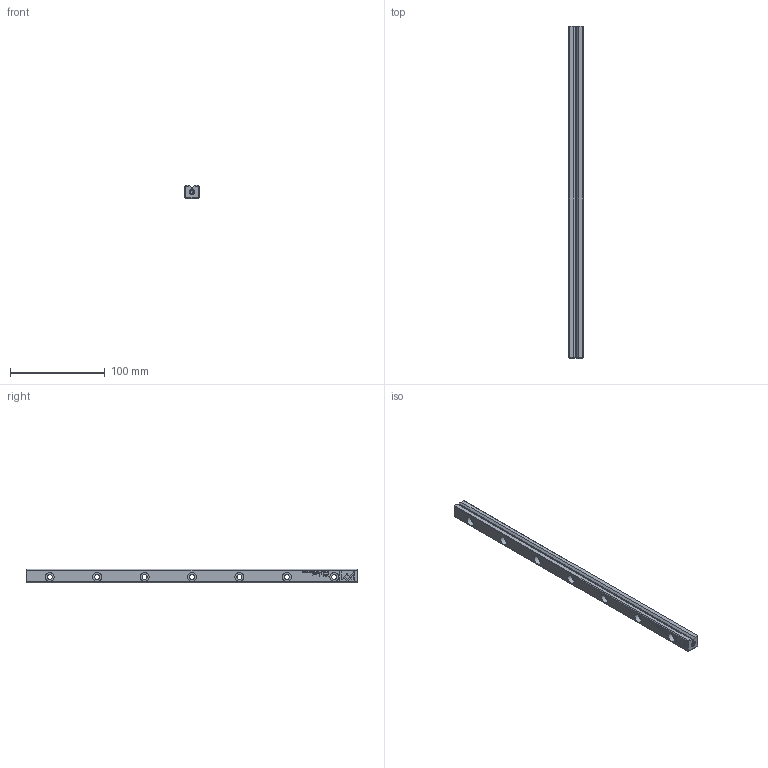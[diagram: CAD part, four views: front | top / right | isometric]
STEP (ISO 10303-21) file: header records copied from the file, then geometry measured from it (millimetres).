
FILE_DESCRIPTION(/* description */ (''),/* implementation_level */ '2;1');
FILE_NAME(/* name */ 'RSD_6350.stp',/* time_stamp */ '2025-01-09T08:35:23+01:00',/* author */ (''),/* organization */ (''),/* preprocessor_version */ 'ST-DEVELOPER v16.7',/* originating_system */ 'SIEMENS PLM Software NX 12.0',/* authorisation */ '');
FILE_SCHEMA (('AUTOMOTIVE_DESIGN { 1 0 10303 214 3 1 1 1 }'));
Length unit declared in the file: millimetre
Products named in the file (1): RSD_6350_A_step_stp
Bounding box: 15 x 350 x 14 mm (x, y, z)
Volume: 65480.8 mm3; surface area: 23696.6 mm2
Topology: 1 solids, 1 shells, 353 faces, 919 edges, 608 vertices
Faces by surface type: plane 232, bspline 90, cylinder 18, cone 13
Full cylindrical faces by diameter (mm): 4.351 x2, 5.2 x9, 9.5 x7
Entity records: 13072 total; most frequent: CARTESIAN_POINT 3088, ORIENTED_EDGE 1770, DIRECTION 1278, EDGE_CURVE 885, LINE 660, VECTOR 660, VERTEX_POINT 607, EDGE_LOOP 438
